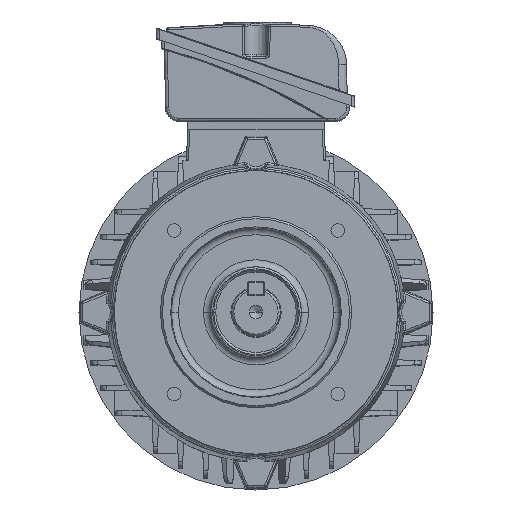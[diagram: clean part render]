
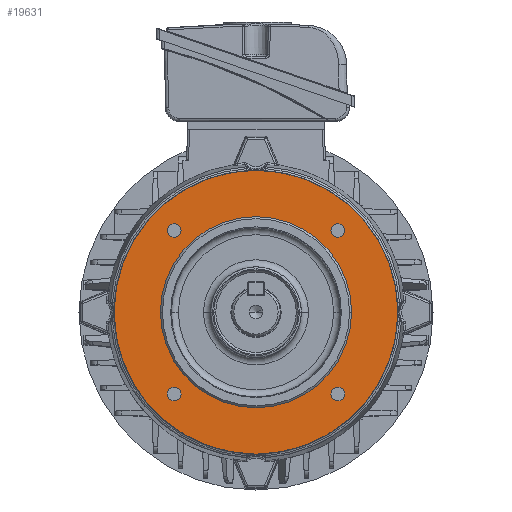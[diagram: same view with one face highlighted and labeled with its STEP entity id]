
A CAD part, top view. The second image highlights one B-rep face of the part: STEP entity #19631.
In plain terms, the highlighted planar face has unit normal (0, 0, 1).
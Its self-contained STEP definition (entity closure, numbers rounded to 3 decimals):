
#428 = AXIS2_PLACEMENT_3D ( 'NONE', #38401, #2528, #24965 ) ;
#547 = DIRECTION ( 'NONE',  ( 0., 0., 1. ) ) ;
#909 = VERTEX_POINT ( 'NONE', #23643 ) ;
#1521 = CARTESIAN_POINT ( 'NONE',  ( -40.659, 40.659, 7.1 ) ) ;
#1640 = CARTESIAN_POINT ( 'NONE',  ( 0., 0., 7.1 ) ) ;
#1849 = VERTEX_POINT ( 'NONE', #50380 ) ;
#1901 = EDGE_LOOP ( 'NONE', ( #48142, #31268 ) ) ;
#2175 = DIRECTION ( 'NONE',  ( 1., 0., 0. ) ) ;
#2528 = DIRECTION ( 'NONE',  ( 0., 0., 1. ) ) ;
#3111 = AXIS2_PLACEMENT_3D ( 'NONE', #41375, #27376, #27671 ) ;
#3656 = AXIS2_PLACEMENT_3D ( 'NONE', #6167, #547, #26480 ) ;
#4122 = FACE_BOUND ( 'NONE', #1901, .T. ) ;
#5578 = DIRECTION ( 'NONE',  ( 0., 0., 1. ) ) ;
#5673 = ORIENTED_EDGE ( 'NONE', *, *, #34479, .F. ) ;
#6123 = DIRECTION ( 'NONE',  ( 1., 0., 0. ) ) ;
#6167 = CARTESIAN_POINT ( 'NONE',  ( -40.659, -40.659, 7.1 ) ) ;
#6541 = DIRECTION ( 'NONE',  ( 1., 0., 0. ) ) ;
#6997 = CARTESIAN_POINT ( 'NONE',  ( 40.659, -40.659, 7.1 ) ) ;
#7250 = CIRCLE ( 'NONE', #39886, 3.4 ) ;
#7642 = EDGE_LOOP ( 'NONE', ( #37259, #33459 ) ) ;
#7802 = CIRCLE ( 'NONE', #44117, 3.4 ) ;
#8191 = PLANE ( 'NONE',  #25359 ) ;
#8394 = CIRCLE ( 'NONE', #3656, 3.4 ) ;
#8717 = AXIS2_PLACEMENT_3D ( 'NONE', #32967, #15437, #6123 ) ;
#9503 = VERTEX_POINT ( 'NONE', #43312 ) ;
#9856 = VERTEX_POINT ( 'NONE', #32924 ) ;
#10878 = ORIENTED_EDGE ( 'NONE', *, *, #47117, .F. ) ;
#11808 = CIRCLE ( 'NONE', #44396, 3.4 ) ;
#12219 = CARTESIAN_POINT ( 'NONE',  ( -37.259, -40.659, 7.1 ) ) ;
#12590 = DIRECTION ( 'NONE',  ( 1., 0., 0. ) ) ;
#12870 = DIRECTION ( 'NONE',  ( 0., 0., 1. ) ) ;
#13094 = EDGE_CURVE ( 'NONE', #21570, #9856, #7250, .T. ) ;
#13337 = CARTESIAN_POINT ( 'NONE',  ( 0., 0., 7.1 ) ) ;
#13490 = CARTESIAN_POINT ( 'NONE',  ( -40.659, 40.659, 7.1 ) ) ;
#14308 = VERTEX_POINT ( 'NONE', #45850 ) ;
#14802 = ORIENTED_EDGE ( 'NONE', *, *, #56228, .F. ) ;
#14865 = CARTESIAN_POINT ( 'NONE',  ( 44.059, -40.659, 7.1 ) ) ;
#15437 = DIRECTION ( 'NONE',  ( 0., 0., 1. ) ) ;
#15956 = CIRCLE ( 'NONE', #23432, 3.4 ) ;
#16669 = FACE_BOUND ( 'NONE', #28400, .T. ) ;
#16952 = FACE_BOUND ( 'NONE', #57601, .T. ) ;
#19631 = ADVANCED_FACE ( 'NONE', ( #16669, #34482, #56853, #4122, #16952, #52500 ), #8191, .T. ) ;
#19709 = DIRECTION ( 'NONE',  ( 1., 0., 0. ) ) ;
#20152 = DIRECTION ( 'NONE',  ( 1., 0., 0. ) ) ;
#20637 = DIRECTION ( 'NONE',  ( 1., 0., 0. ) ) ;
#20840 = CIRCLE ( 'NONE', #35752, 3.4 ) ;
#20857 = CIRCLE ( 'NONE', #8717, 3.4 ) ;
#21570 = VERTEX_POINT ( 'NONE', #31736 ) ;
#22793 = EDGE_LOOP ( 'NONE', ( #10878, #14802 ) ) ;
#23175 = EDGE_CURVE ( 'NONE', #909, #47884, #20840, .T. ) ;
#23432 = AXIS2_PLACEMENT_3D ( 'NONE', #1521, #5578, #33290 ) ;
#23643 = CARTESIAN_POINT ( 'NONE',  ( 37.259, 40.659, 7.1 ) ) ;
#23683 = CIRCLE ( 'NONE', #44150, 70.526 ) ;
#24005 = AXIS2_PLACEMENT_3D ( 'NONE', #13337, #32290, #50030 ) ;
#24345 = CARTESIAN_POINT ( 'NONE',  ( 40.659, 40.659, 7.1 ) ) ;
#24965 = DIRECTION ( 'NONE',  ( 1., 0., 0. ) ) ;
#25157 = ORIENTED_EDGE ( 'NONE', *, *, #50704, .F. ) ;
#25359 = AXIS2_PLACEMENT_3D ( 'NONE', #52781, #12870, #12590 ) ;
#26135 = VERTEX_POINT ( 'NONE', #42700 ) ;
#26480 = DIRECTION ( 'NONE',  ( 1., 0., 0. ) ) ;
#27376 = DIRECTION ( 'NONE',  ( 0., 0., 1. ) ) ;
#27671 = DIRECTION ( 'NONE',  ( 1., 0., 0. ) ) ;
#28400 = EDGE_LOOP ( 'NONE', ( #25157, #50288 ) ) ;
#28982 = DIRECTION ( 'NONE',  ( 0., 0., 1. ) ) ;
#31141 = CIRCLE ( 'NONE', #428, 47.5 ) ;
#31268 = ORIENTED_EDGE ( 'NONE', *, *, #54242, .F. ) ;
#31736 = CARTESIAN_POINT ( 'NONE',  ( -44.059, 40.659, 7.1 ) ) ;
#32290 = DIRECTION ( 'NONE',  ( 0., 0., 1. ) ) ;
#32924 = CARTESIAN_POINT ( 'NONE',  ( -37.259, 40.659, 7.1 ) ) ;
#32967 = CARTESIAN_POINT ( 'NONE',  ( -40.659, -40.659, 7.1 ) ) ;
#33290 = DIRECTION ( 'NONE',  ( 1., 0., 0. ) ) ;
#33419 = DIRECTION ( 'NONE',  ( 0., 0., 1. ) ) ;
#33459 = ORIENTED_EDGE ( 'NONE', *, *, #34907, .T. ) ;
#34479 = EDGE_CURVE ( 'NONE', #1849, #42154, #31141, .T. ) ;
#34482 = FACE_BOUND ( 'NONE', #53868, .T. ) ;
#34907 = EDGE_CURVE ( 'NONE', #49567, #14308, #23683, .T. ) ;
#35752 = AXIS2_PLACEMENT_3D ( 'NONE', #24345, #55199, #6541 ) ;
#35876 = CARTESIAN_POINT ( 'NONE',  ( 70.526, 0., 7.1 ) ) ;
#36830 = ORIENTED_EDGE ( 'NONE', *, *, #42597, .F. ) ;
#37259 = ORIENTED_EDGE ( 'NONE', *, *, #48807, .T. ) ;
#38401 = CARTESIAN_POINT ( 'NONE',  ( 0., 0., 7.1 ) ) ;
#38585 = EDGE_CURVE ( 'NONE', #47884, #909, #11808, .T. ) ;
#39886 = AXIS2_PLACEMENT_3D ( 'NONE', #13490, #44405, #56893 ) ;
#41375 = CARTESIAN_POINT ( 'NONE',  ( 40.659, -40.659, 7.1 ) ) ;
#41669 = CARTESIAN_POINT ( 'NONE',  ( 40.659, 40.659, 7.1 ) ) ;
#42117 = CARTESIAN_POINT ( 'NONE',  ( 44.059, 40.659, 7.1 ) ) ;
#42154 = VERTEX_POINT ( 'NONE', #56273 ) ;
#42252 = CIRCLE ( 'NONE', #3111, 3.4 ) ;
#42597 = EDGE_CURVE ( 'NONE', #42154, #1849, #57502, .T. ) ;
#42700 = CARTESIAN_POINT ( 'NONE',  ( -44.059, -40.659, 7.1 ) ) ;
#43163 = DIRECTION ( 'NONE',  ( 0., 0., 1. ) ) ;
#43312 = CARTESIAN_POINT ( 'NONE',  ( 37.259, -40.659, 7.1 ) ) ;
#43787 = AXIS2_PLACEMENT_3D ( 'NONE', #1640, #33419, #19709 ) ;
#44117 = AXIS2_PLACEMENT_3D ( 'NONE', #6997, #43163, #20152 ) ;
#44150 = AXIS2_PLACEMENT_3D ( 'NONE', #51111, #28982, #2175 ) ;
#44288 = ORIENTED_EDGE ( 'NONE', *, *, #23175, .F. ) ;
#44396 = AXIS2_PLACEMENT_3D ( 'NONE', #41669, #51801, #20637 ) ;
#44405 = DIRECTION ( 'NONE',  ( 0., 0., 1. ) ) ;
#44705 = CIRCLE ( 'NONE', #43787, 70.526 ) ;
#45850 = CARTESIAN_POINT ( 'NONE',  ( -70.526, 0., 7.1 ) ) ;
#47117 = EDGE_CURVE ( 'NONE', #57393, #26135, #8394, .T. ) ;
#47884 = VERTEX_POINT ( 'NONE', #42117 ) ;
#48142 = ORIENTED_EDGE ( 'NONE', *, *, #53390, .F. ) ;
#48807 = EDGE_CURVE ( 'NONE', #14308, #49567, #44705, .T. ) ;
#49567 = VERTEX_POINT ( 'NONE', #35876 ) ;
#50030 = DIRECTION ( 'NONE',  ( 1., 0., 0. ) ) ;
#50288 = ORIENTED_EDGE ( 'NONE', *, *, #13094, .F. ) ;
#50380 = CARTESIAN_POINT ( 'NONE',  ( -47.5, 0., 7.1 ) ) ;
#50704 = EDGE_CURVE ( 'NONE', #9856, #21570, #15956, .T. ) ;
#51111 = CARTESIAN_POINT ( 'NONE',  ( 0., 0., 7.1 ) ) ;
#51801 = DIRECTION ( 'NONE',  ( 0., 0., 1. ) ) ;
#52500 = FACE_OUTER_BOUND ( 'NONE', #7642, .T. ) ;
#52781 = CARTESIAN_POINT ( 'NONE',  ( 0., 80., 7.1 ) ) ;
#53390 = EDGE_CURVE ( 'NONE', #56276, #9503, #42252, .T. ) ;
#53868 = EDGE_LOOP ( 'NONE', ( #54730, #44288 ) ) ;
#54242 = EDGE_CURVE ( 'NONE', #9503, #56276, #7802, .T. ) ;
#54730 = ORIENTED_EDGE ( 'NONE', *, *, #38585, .F. ) ;
#55199 = DIRECTION ( 'NONE',  ( 0., 0., 1. ) ) ;
#56228 = EDGE_CURVE ( 'NONE', #26135, #57393, #20857, .T. ) ;
#56273 = CARTESIAN_POINT ( 'NONE',  ( 47.5, 0., 7.1 ) ) ;
#56276 = VERTEX_POINT ( 'NONE', #14865 ) ;
#56853 = FACE_BOUND ( 'NONE', #22793, .T. ) ;
#56893 = DIRECTION ( 'NONE',  ( 1., 0., 0. ) ) ;
#57393 = VERTEX_POINT ( 'NONE', #12219 ) ;
#57502 = CIRCLE ( 'NONE', #24005, 47.5 ) ;
#57601 = EDGE_LOOP ( 'NONE', ( #36830, #5673 ) ) ;
